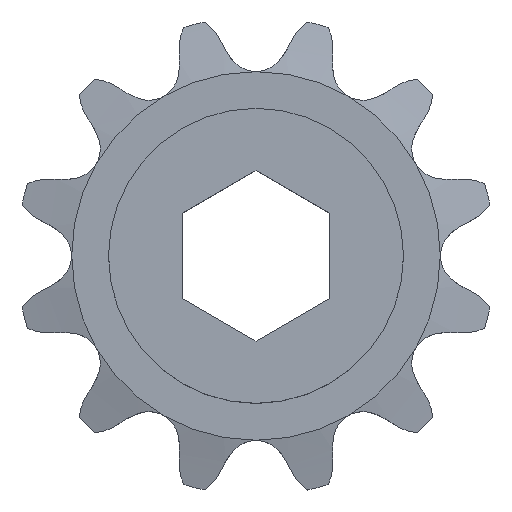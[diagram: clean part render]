
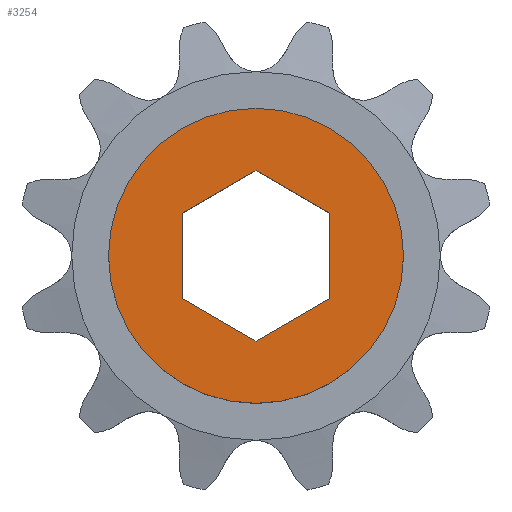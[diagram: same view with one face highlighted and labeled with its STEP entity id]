
A CAD part, top view. The second image highlights one B-rep face of the part: STEP entity #3254.
In plain terms, the highlighted planar face has unit normal (0, 0, 1).
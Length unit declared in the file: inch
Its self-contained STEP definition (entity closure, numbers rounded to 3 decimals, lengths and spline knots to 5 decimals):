
#85 = VERTEX_POINT ( 'NONE', #4647 ) ;
#87 = VERTEX_POINT ( 'NONE', #4646 ) ;
#91 = VERTEX_POINT ( 'NONE', #4640 ) ;
#93 = VERTEX_POINT ( 'NONE', #4638 ) ;
#94 = VERTEX_POINT ( 'NONE', #4637 ) ;
#96 = VERTEX_POINT ( 'NONE', #4635 ) ;
#271 = ORIENTED_EDGE ( 'NONE', *, *, #1057, .T. ) ;
#272 = ORIENTED_EDGE ( 'NONE', *, *, #767, .F. ) ;
#273 = ORIENTED_EDGE ( 'NONE', *, *, #769, .F. ) ;
#274 = ORIENTED_EDGE ( 'NONE', *, *, #771, .F. ) ;
#275 = ORIENTED_EDGE ( 'NONE', *, *, #770, .F. ) ;
#277 = ORIENTED_EDGE ( 'NONE', *, *, #768, .F. ) ;
#278 = ORIENTED_EDGE ( 'NONE', *, *, #766, .T. ) ;
#280 = ORIENTED_EDGE ( 'NONE', *, *, #772, .F. ) ;
#467 = VERTEX_POINT ( 'NONE', #4489 ) ;
#472 = VERTEX_POINT ( 'NONE', #4477 ) ;
#766 = EDGE_CURVE ( 'NONE', #472, #467, #1219, .T. ) ;
#767 = EDGE_CURVE ( 'NONE', #87, #91, #1217, .T. ) ;
#768 = EDGE_CURVE ( 'NONE', #85, #87, #1214, .T. ) ;
#769 = EDGE_CURVE ( 'NONE', #96, #85, #1212, .T. ) ;
#770 = EDGE_CURVE ( 'NONE', #94, #96, #1210, .T. ) ;
#771 = EDGE_CURVE ( 'NONE', #93, #94, #1208, .T. ) ;
#772 = EDGE_CURVE ( 'NONE', #91, #93, #1206, .T. ) ;
#917 = AXIS2_PLACEMENT_3D ( 'NONE', #2335, #2336, #2337 ) ;
#933 = AXIS2_PLACEMENT_3D ( 'NONE', #2699, #2700, #2701 ) ;
#1057 = EDGE_CURVE ( 'NONE', #467, #472, #3644, .T. ) ;
#1203 = VECTOR ( 'NONE', #2711, 39.37008 ) ;
#1205 = VECTOR ( 'NONE', #2709, 39.37008 ) ;
#1206 = LINE ( 'NONE', #2710, #1203 ) ;
#1207 = VECTOR ( 'NONE', #2707, 39.37008 ) ;
#1208 = LINE ( 'NONE', #2708, #1205 ) ;
#1209 = VECTOR ( 'NONE', #2705, 39.37008 ) ;
#1210 = LINE ( 'NONE', #2706, #1207 ) ;
#1211 = VECTOR ( 'NONE', #2703, 39.37008 ) ;
#1212 = LINE ( 'NONE', #2704, #1209 ) ;
#1213 = VECTOR ( 'NONE', #2696, 39.37008 ) ;
#1214 = LINE ( 'NONE', #2702, #1211 ) ;
#1217 = LINE ( 'NONE', #2698, #1213 ) ;
#1219 = CIRCLE ( 'NONE', #933, 0.5 ) ;
#1653 = EDGE_LOOP ( 'NONE', ( #272, #277, #273, #275, #274, #280 ) ) ;
#1693 = EDGE_LOOP ( 'NONE', ( #278, #271 ) ) ;
#1787 = AXIS2_PLACEMENT_3D ( 'NONE', #1988, #1993, #1994 ) ;
#1986 = PLANE ( 'NONE',  #1787 ) ;
#1988 = CARTESIAN_POINT ( 'NONE',  ( 0., 0., 0.33575 ) ) ;
#1993 = DIRECTION ( 'NONE',  ( 0., 0., 1. ) ) ;
#1994 = DIRECTION ( 'NONE',  ( 1., 0., 0. ) ) ;
#2335 = CARTESIAN_POINT ( 'NONE',  ( 0., 0., 0.33575 ) ) ;
#2336 = DIRECTION ( 'NONE',  ( 0., 0., 1. ) ) ;
#2337 = DIRECTION ( 'NONE',  ( 1., 0., 0. ) ) ;
#2696 = DIRECTION ( 'NONE',  ( 0., -1., 0. ) ) ;
#2698 = CARTESIAN_POINT ( 'NONE',  ( -0.2505, 0.14463, 0.33575 ) ) ;
#2699 = CARTESIAN_POINT ( 'NONE',  ( 0., 0., 0.33575 ) ) ;
#2700 = DIRECTION ( 'NONE',  ( 0., 0., 1. ) ) ;
#2701 = DIRECTION ( 'NONE',  ( 1., 0., 0. ) ) ;
#2702 = CARTESIAN_POINT ( 'NONE',  ( 0., 0.28925, 0.33575 ) ) ;
#2703 = DIRECTION ( 'NONE',  ( -0.866, -0.5, 0. ) ) ;
#2704 = CARTESIAN_POINT ( 'NONE',  ( 0.2505, 0.14463, 0.33575 ) ) ;
#2705 = DIRECTION ( 'NONE',  ( -0.866, 0.5, 0. ) ) ;
#2706 = CARTESIAN_POINT ( 'NONE',  ( 0.2505, -0.14463, 0.33575 ) ) ;
#2707 = DIRECTION ( 'NONE',  ( 0., 1., 0. ) ) ;
#2708 = CARTESIAN_POINT ( 'NONE',  ( 0., -0.28925, 0.33575 ) ) ;
#2709 = DIRECTION ( 'NONE',  ( 0.866, 0.5, 0. ) ) ;
#2710 = CARTESIAN_POINT ( 'NONE',  ( -0.2505, -0.14463, 0.33575 ) ) ;
#2711 = DIRECTION ( 'NONE',  ( 0.866, -0.5, 0. ) ) ;
#3254 = ADVANCED_FACE ( 'NONE', ( #3428, #3418 ), #1986, .T. ) ;
#3418 = FACE_BOUND ( 'NONE', #1653, .T. ) ;
#3428 = FACE_OUTER_BOUND ( 'NONE', #1693, .T. ) ;
#3644 = CIRCLE ( 'NONE', #917, 0.5 ) ;
#4477 = CARTESIAN_POINT ( 'NONE',  ( -0.5, 0., 0.33575 ) ) ;
#4489 = CARTESIAN_POINT ( 'NONE',  ( 0.5, 0., 0.33575 ) ) ;
#4635 = CARTESIAN_POINT ( 'NONE',  ( 0.2505, 0.14463, 0.33575 ) ) ;
#4637 = CARTESIAN_POINT ( 'NONE',  ( 0.2505, -0.14463, 0.33575 ) ) ;
#4638 = CARTESIAN_POINT ( 'NONE',  ( 0., -0.28925, 0.33575 ) ) ;
#4640 = CARTESIAN_POINT ( 'NONE',  ( -0.2505, -0.14463, 0.33575 ) ) ;
#4646 = CARTESIAN_POINT ( 'NONE',  ( -0.2505, 0.14463, 0.33575 ) ) ;
#4647 = CARTESIAN_POINT ( 'NONE',  ( 0., 0.28925, 0.33575 ) ) ;
